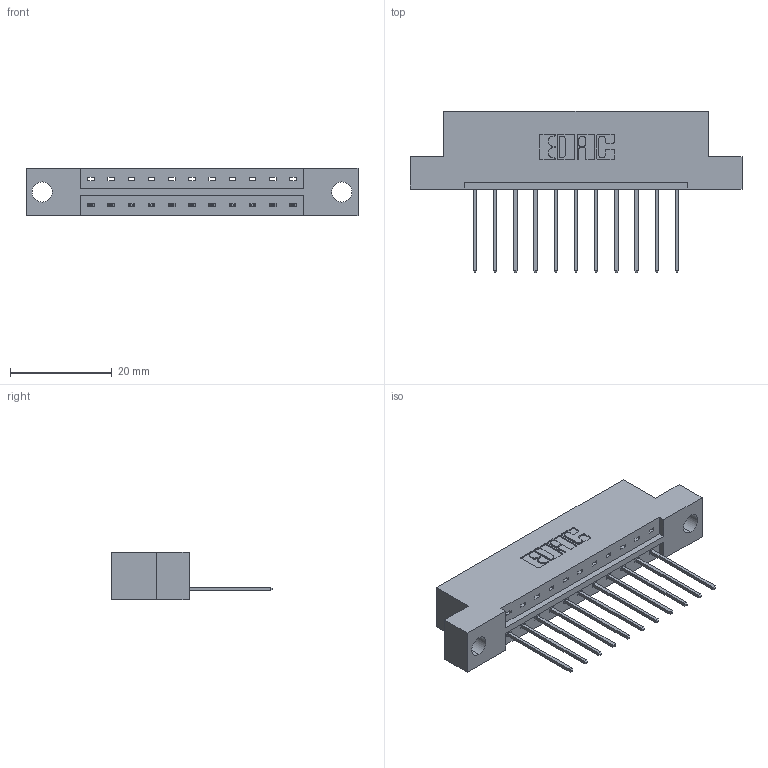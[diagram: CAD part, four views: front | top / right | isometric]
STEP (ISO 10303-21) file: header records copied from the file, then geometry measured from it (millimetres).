
FILE_DESCRIPTION (( 'STEP AP203' ), '1' );
FILE_NAME ('833-011-542-104.STEP', '2020-05-30T20:00:03', ( '' ), ( '' ), 'SwSTEP 2.0', 'SolidWorks 2020', '' );
FILE_SCHEMA (( 'CONFIG_CONTROL_DESIGN' ));
Length unit declared in the file: inch
Products named in the file (3): 833-011-542-104; 833 Part_Flush - .156 Dia - TH; 345-292-001_345-293-142
Assembly tree (12 placements, depth 2):
  833-011-542-104
    833 Part_Flush - .156 Dia - TH
    345-292-001_345-293-142  x11
Bounding box: 65.13 x 31.63 x 9.4 mm (x, y, z)
Volume: 6223.5 mm3; surface area: 6487.3 mm2
Topology: 12 solids, 12 shells, 752 faces, 2247 edges, 1482 vertices
Faces by surface type: plane 532, cylinder 220
Entity records: 10755 total; most frequent: CARTESIAN_POINT 1867, ORIENTED_EDGE 1814, DIRECTION 1637, EDGE_CURVE 907, LINE 779, VECTOR 779, VERTEX_POINT 602, AXIS2_PLACEMENT_3D 429
